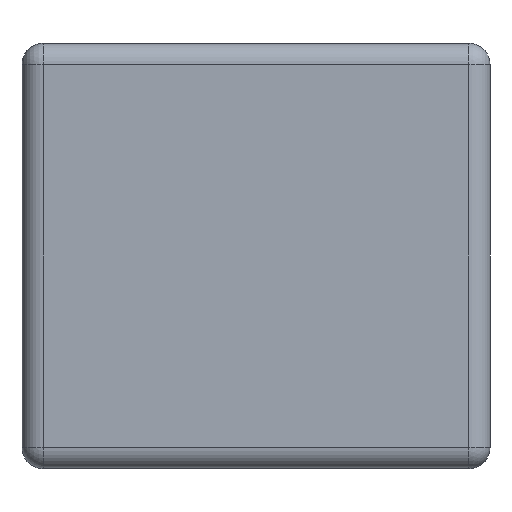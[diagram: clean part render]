
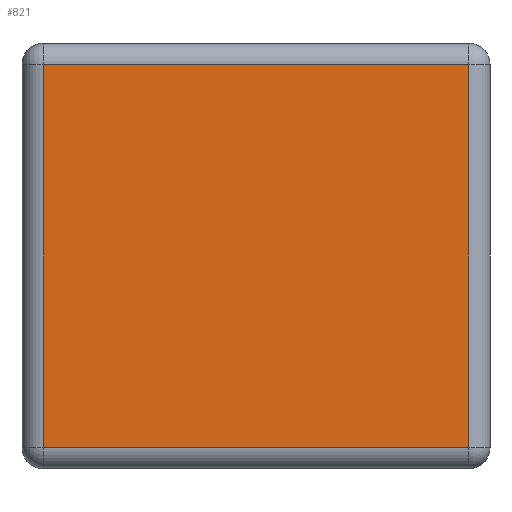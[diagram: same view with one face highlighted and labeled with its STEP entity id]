
A CAD part, left-side view. The second image highlights one B-rep face of the part: STEP entity #821.
In plain terms, the highlighted planar face has unit normal (-1, 0, 0).
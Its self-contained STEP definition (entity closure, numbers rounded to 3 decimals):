
#63 = FACE_OUTER_BOUND ( 'NONE', #406, .T. ) ;
#69 = DIRECTION ( 'NONE',  ( 0., 0., 1. ) ) ;
#208 = CARTESIAN_POINT ( 'NONE',  ( -0.5, 0.025, -0.25 ) ) ;
#218 = VERTEX_POINT ( 'NONE', #1462 ) ;
#373 = CARTESIAN_POINT ( 'NONE',  ( -0.5, 0.025, -0.225 ) ) ;
#399 = ORIENTED_EDGE ( 'NONE', *, *, #1778, .T. ) ;
#406 = EDGE_LOOP ( 'NONE', ( #1064, #399, #1093, #1834 ) ) ;
#427 = VERTEX_POINT ( 'NONE', #373 ) ;
#583 = PLANE ( 'NONE',  #1657 ) ;
#821 = ADVANCED_FACE ( 'NONE', ( #63 ), #583, .F. ) ;
#855 = LINE ( 'NONE', #208, #1728 ) ;
#931 = DIRECTION ( 'NONE',  ( 0., 1., 0. ) ) ;
#964 = CARTESIAN_POINT ( 'NONE',  ( -0.5, 0.025, 0.225 ) ) ;
#1051 = DIRECTION ( 'NONE',  ( 1., 0., 0. ) ) ;
#1059 = CARTESIAN_POINT ( 'NONE',  ( -0.5, 0.525, -0.25 ) ) ;
#1064 = ORIENTED_EDGE ( 'NONE', *, *, #1338, .T. ) ;
#1093 = ORIENTED_EDGE ( 'NONE', *, *, #1184, .T. ) ;
#1171 = CARTESIAN_POINT ( 'NONE',  ( -0.5, 0.55, -0.25 ) ) ;
#1184 = EDGE_CURVE ( 'NONE', #427, #1664, #855, .T. ) ;
#1220 = VECTOR ( 'NONE', #931, 1000. ) ;
#1237 = EDGE_CURVE ( 'NONE', #1664, #218, #2054, .T. ) ;
#1338 = EDGE_CURVE ( 'NONE', #218, #2052, #1907, .T. ) ;
#1364 = CARTESIAN_POINT ( 'NONE',  ( -0.5, 0.55, 0.225 ) ) ;
#1449 = DIRECTION ( 'NONE',  ( 0., -1., 0. ) ) ;
#1462 = CARTESIAN_POINT ( 'NONE',  ( -0.5, 0.525, 0.225 ) ) ;
#1530 = DIRECTION ( 'NONE',  ( 0., 0., -1. ) ) ;
#1634 = LINE ( 'NONE', #1955, #1681 ) ;
#1657 = AXIS2_PLACEMENT_3D ( 'NONE', #1171, #1051, #1828 ) ;
#1664 = VERTEX_POINT ( 'NONE', #964 ) ;
#1681 = VECTOR ( 'NONE', #1449, 1000. ) ;
#1728 = VECTOR ( 'NONE', #69, 1000. ) ;
#1778 = EDGE_CURVE ( 'NONE', #2052, #427, #1634, .T. ) ;
#1828 = DIRECTION ( 'NONE',  ( 0., 0., -1. ) ) ;
#1834 = ORIENTED_EDGE ( 'NONE', *, *, #1237, .T. ) ;
#1907 = LINE ( 'NONE', #1059, #1940 ) ;
#1940 = VECTOR ( 'NONE', #1530, 1000. ) ;
#1955 = CARTESIAN_POINT ( 'NONE',  ( -0.5, 0.55, -0.225 ) ) ;
#2051 = CARTESIAN_POINT ( 'NONE',  ( -0.5, 0.525, -0.225 ) ) ;
#2052 = VERTEX_POINT ( 'NONE', #2051 ) ;
#2054 = LINE ( 'NONE', #1364, #1220 ) ;
